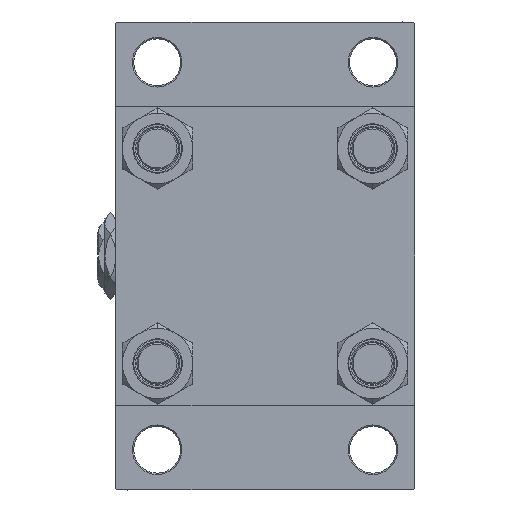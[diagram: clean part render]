
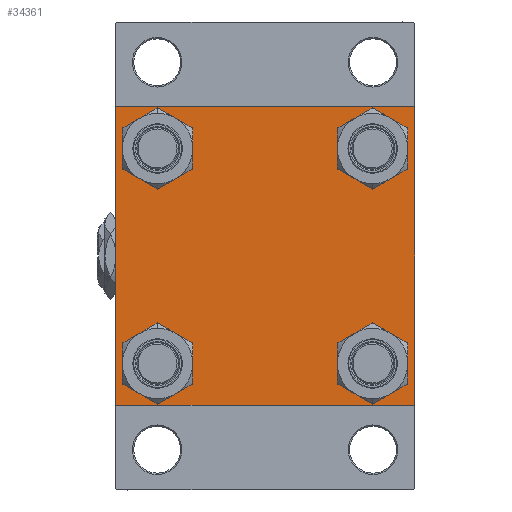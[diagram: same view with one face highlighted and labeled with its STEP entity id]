
A CAD part, left-side view. The second image highlights one B-rep face of the part: STEP entity #34361.
In plain terms, the highlighted planar face has unit normal (-1, 0, 0).
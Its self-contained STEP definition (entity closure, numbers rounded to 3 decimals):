
#604 = ORIENTED_EDGE ( 'NONE', *, *, #16772, .T. ) ;
#1157 = EDGE_CURVE ( 'NONE', #17352, #38186, #19177, .T. ) ;
#1834 = CARTESIAN_POINT ( 'NONE',  ( 0., 57.5, -57. ) ) ;
#1972 = VECTOR ( 'NONE', #37172, 1000. ) ;
#2861 = VERTEX_POINT ( 'NONE', #9572 ) ;
#3076 = PLANE ( 'NONE',  #40784 ) ;
#3720 = CARTESIAN_POINT ( 'NONE',  ( 0., -57.25, 57.25 ) ) ;
#4890 = DIRECTION ( 'NONE',  ( 0., 0., 1. ) ) ;
#5129 = CIRCLE ( 'NONE', #42628, 8.5 ) ;
#5384 = ORIENTED_EDGE ( 'NONE', *, *, #31552, .T. ) ;
#6291 = EDGE_CURVE ( 'NONE', #34829, #42827, #26708, .T. ) ;
#6843 = DIRECTION ( 'NONE',  ( 1., 0., 0. ) ) ;
#7802 = EDGE_CURVE ( 'NONE', #46516, #41013, #22614, .T. ) ;
#8124 = CARTESIAN_POINT ( 'NONE',  ( 0., -57.25, -57.25 ) ) ;
#8232 = LINE ( 'NONE', #31253, #23356 ) ;
#8343 = DIRECTION ( 'NONE',  ( 0., 0., 1. ) ) ;
#8971 = DIRECTION ( 'NONE',  ( 1., 0., 0. ) ) ;
#9116 = EDGE_LOOP ( 'NONE', ( #604, #28993 ) ) ;
#9572 = CARTESIAN_POINT ( 'NONE',  ( 0., -41.35, -32.85 ) ) ;
#9594 = ORIENTED_EDGE ( 'NONE', *, *, #15723, .T. ) ;
#9915 = EDGE_LOOP ( 'NONE', ( #24289, #29148 ) ) ;
#10062 = AXIS2_PLACEMENT_3D ( 'NONE', #33195, #21706, #14918 ) ;
#10495 = VERTEX_POINT ( 'NONE', #43528 ) ;
#11069 = FACE_BOUND ( 'NONE', #49310, .T. ) ;
#11361 = CARTESIAN_POINT ( 'NONE',  ( 0., -57., 57.5 ) ) ;
#11408 = VERTEX_POINT ( 'NONE', #26034 ) ;
#11680 = CARTESIAN_POINT ( 'NONE',  ( 0., 57.5, 57.5 ) ) ;
#11740 = VECTOR ( 'NONE', #16831, 1000. ) ;
#12889 = DIRECTION ( 'NONE',  ( 0., 0., 1. ) ) ;
#12979 = DIRECTION ( 'NONE',  ( 0., 0., 1. ) ) ;
#14305 = DIRECTION ( 'NONE',  ( 0., 0., 1. ) ) ;
#14361 = CARTESIAN_POINT ( 'NONE',  ( 0., 41.35, -49.85 ) ) ;
#14604 = CARTESIAN_POINT ( 'NONE',  ( 0., 41.35, -32.85 ) ) ;
#14918 = DIRECTION ( 'NONE',  ( 0., 0., 1. ) ) ;
#15046 = LINE ( 'NONE', #26301, #47876 ) ;
#15287 = CARTESIAN_POINT ( 'NONE',  ( 0., -41.35, 41.35 ) ) ;
#15363 = ORIENTED_EDGE ( 'NONE', *, *, #42369, .T. ) ;
#15367 = CARTESIAN_POINT ( 'NONE',  ( 0., -57.5, 57. ) ) ;
#15591 = CARTESIAN_POINT ( 'NONE',  ( 0., 41.35, -41.35 ) ) ;
#15723 = EDGE_CURVE ( 'NONE', #46587, #40925, #18173, .T. ) ;
#16486 = CIRCLE ( 'NONE', #28478, 8.5 ) ;
#16720 = AXIS2_PLACEMENT_3D ( 'NONE', #39087, #27606, #8343 ) ;
#16757 = CIRCLE ( 'NONE', #16720, 8.5 ) ;
#16772 = EDGE_CURVE ( 'NONE', #41013, #46516, #16486, .T. ) ;
#16831 = DIRECTION ( 'NONE',  ( 0., 0.707, -0.707 ) ) ;
#17282 = VERTEX_POINT ( 'NONE', #49206 ) ;
#17352 = VERTEX_POINT ( 'NONE', #26485 ) ;
#17360 = CARTESIAN_POINT ( 'NONE',  ( 0., -57.5, 57.5 ) ) ;
#17468 = CARTESIAN_POINT ( 'NONE',  ( 0., -41.35, -41.35 ) ) ;
#18173 = LINE ( 'NONE', #40903, #1972 ) ;
#18299 = DIRECTION ( 'NONE',  ( 1., 0., 0. ) ) ;
#18342 = CARTESIAN_POINT ( 'NONE',  ( 0., 0., 0. ) ) ;
#19177 = CIRCLE ( 'NONE', #36780, 8.5 ) ;
#19342 = LINE ( 'NONE', #24830, #11740 ) ;
#19645 = DIRECTION ( 'NONE',  ( 0., -0.707, 0.707 ) ) ;
#20313 = ORIENTED_EDGE ( 'NONE', *, *, #39938, .T. ) ;
#20382 = LINE ( 'NONE', #17360, #26281 ) ;
#20421 = DIRECTION ( 'NONE',  ( 1., 0., 0. ) ) ;
#20552 = EDGE_CURVE ( 'NONE', #39609, #11408, #35648, .T. ) ;
#20817 = EDGE_CURVE ( 'NONE', #38186, #17352, #37266, .T. ) ;
#20986 = VECTOR ( 'NONE', #42904, 1000. ) ;
#21037 = CIRCLE ( 'NONE', #37816, 8.5 ) ;
#21706 = DIRECTION ( 'NONE',  ( 1., 0., 0. ) ) ;
#21871 = FACE_OUTER_BOUND ( 'NONE', #45100, .T. ) ;
#22449 = EDGE_CURVE ( 'NONE', #34829, #17282, #19342, .T. ) ;
#22614 = CIRCLE ( 'NONE', #30611, 8.5 ) ;
#22843 = FACE_BOUND ( 'NONE', #28742, .T. ) ;
#23003 = DIRECTION ( 'NONE',  ( 0., 0.707, 0.707 ) ) ;
#23105 = DIRECTION ( 'NONE',  ( 0., 0., 1. ) ) ;
#23249 = ORIENTED_EDGE ( 'NONE', *, *, #20552, .T. ) ;
#23346 = DIRECTION ( 'NONE',  ( 1., 0., 0. ) ) ;
#23356 = VECTOR ( 'NONE', #31501, 1000. ) ;
#23716 = AXIS2_PLACEMENT_3D ( 'NONE', #15287, #18299, #14305 ) ;
#23831 = DIRECTION ( 'NONE',  ( 0., 0., 1. ) ) ;
#24289 = ORIENTED_EDGE ( 'NONE', *, *, #20817, .T. ) ;
#24830 = CARTESIAN_POINT ( 'NONE',  ( 0., 57.25, 57.25 ) ) ;
#24856 = VERTEX_POINT ( 'NONE', #15367 ) ;
#24900 = CARTESIAN_POINT ( 'NONE',  ( 0., -57., -57.5 ) ) ;
#25266 = ORIENTED_EDGE ( 'NONE', *, *, #27199, .T. ) ;
#25487 = EDGE_CURVE ( 'NONE', #24856, #42827, #37744, .T. ) ;
#25991 = EDGE_CURVE ( 'NONE', #24856, #33154, #20382, .T. ) ;
#26034 = CARTESIAN_POINT ( 'NONE',  ( 0., 41.35, 49.85 ) ) ;
#26093 = FACE_BOUND ( 'NONE', #9116, .T. ) ;
#26281 = VECTOR ( 'NONE', #32366, 1000. ) ;
#26301 = CARTESIAN_POINT ( 'NONE',  ( 0., 57.5, 57.5 ) ) ;
#26341 = FACE_BOUND ( 'NONE', #9915, .T. ) ;
#26485 = CARTESIAN_POINT ( 'NONE',  ( 0., -41.35, 32.85 ) ) ;
#26587 = DIRECTION ( 'NONE',  ( -1., 0., 0. ) ) ;
#26708 = LINE ( 'NONE', #11680, #20986 ) ;
#27199 = EDGE_CURVE ( 'NONE', #2861, #10495, #16757, .T. ) ;
#27606 = DIRECTION ( 'NONE',  ( 1., 0., 0. ) ) ;
#28478 = AXIS2_PLACEMENT_3D ( 'NONE', #41095, #6843, #23105 ) ;
#28742 = EDGE_LOOP ( 'NONE', ( #40003, #23249 ) ) ;
#28993 = ORIENTED_EDGE ( 'NONE', *, *, #7802, .T. ) ;
#29148 = ORIENTED_EDGE ( 'NONE', *, *, #1157, .T. ) ;
#30611 = AXIS2_PLACEMENT_3D ( 'NONE', #15591, #23346, #23831 ) ;
#30946 = CARTESIAN_POINT ( 'NONE',  ( 0., -57.5, -57. ) ) ;
#31253 = CARTESIAN_POINT ( 'NONE',  ( 0., 57.25, -57.25 ) ) ;
#31501 = DIRECTION ( 'NONE',  ( 0., -0.707, -0.707 ) ) ;
#31552 = EDGE_CURVE ( 'NONE', #17282, #32256, #15046, .T. ) ;
#32256 = VERTEX_POINT ( 'NONE', #1834 ) ;
#32366 = DIRECTION ( 'NONE',  ( 0., 0., -1. ) ) ;
#33154 = VERTEX_POINT ( 'NONE', #30946 ) ;
#33195 = CARTESIAN_POINT ( 'NONE',  ( 0., 41.35, 41.35 ) ) ;
#34361 = ADVANCED_FACE ( 'NONE', ( #26341, #11069, #26093, #22843, #21871 ), #3076, .T. ) ;
#34829 = VERTEX_POINT ( 'NONE', #41198 ) ;
#35648 = CIRCLE ( 'NONE', #10062, 8.5 ) ;
#36071 = CARTESIAN_POINT ( 'NONE',  ( 0., -41.35, 49.85 ) ) ;
#36363 = CARTESIAN_POINT ( 'NONE',  ( 0., 57., -57.5 ) ) ;
#36780 = AXIS2_PLACEMENT_3D ( 'NONE', #39149, #20421, #4890 ) ;
#37125 = EDGE_CURVE ( 'NONE', #32256, #46587, #8232, .T. ) ;
#37172 = DIRECTION ( 'NONE',  ( 0., -1., 0. ) ) ;
#37220 = CARTESIAN_POINT ( 'NONE',  ( 0., 41.35, 32.85 ) ) ;
#37266 = CIRCLE ( 'NONE', #23716, 8.5 ) ;
#37744 = LINE ( 'NONE', #3720, #49379 ) ;
#37816 = AXIS2_PLACEMENT_3D ( 'NONE', #17468, #8971, #12979 ) ;
#38186 = VERTEX_POINT ( 'NONE', #36071 ) ;
#39087 = CARTESIAN_POINT ( 'NONE',  ( 0., -41.35, -41.35 ) ) ;
#39149 = CARTESIAN_POINT ( 'NONE',  ( 0., -41.35, 41.35 ) ) ;
#39387 = ORIENTED_EDGE ( 'NONE', *, *, #22449, .T. ) ;
#39609 = VERTEX_POINT ( 'NONE', #37220 ) ;
#39938 = EDGE_CURVE ( 'NONE', #40925, #33154, #42368, .T. ) ;
#40003 = ORIENTED_EDGE ( 'NONE', *, *, #40818, .T. ) ;
#40784 = AXIS2_PLACEMENT_3D ( 'NONE', #18342, #26587, #41810 ) ;
#40818 = EDGE_CURVE ( 'NONE', #11408, #39609, #5129, .T. ) ;
#40903 = CARTESIAN_POINT ( 'NONE',  ( 0., 57.5, -57.5 ) ) ;
#40925 = VERTEX_POINT ( 'NONE', #24900 ) ;
#41013 = VERTEX_POINT ( 'NONE', #14604 ) ;
#41095 = CARTESIAN_POINT ( 'NONE',  ( 0., 41.35, -41.35 ) ) ;
#41198 = CARTESIAN_POINT ( 'NONE',  ( 0., 57., 57.5 ) ) ;
#41523 = DIRECTION ( 'NONE',  ( 0., 0., -1. ) ) ;
#41810 = DIRECTION ( 'NONE',  ( 0., 0., 1. ) ) ;
#41848 = ORIENTED_EDGE ( 'NONE', *, *, #25487, .T. ) ;
#42368 = LINE ( 'NONE', #8124, #46584 ) ;
#42369 = EDGE_CURVE ( 'NONE', #10495, #2861, #21037, .T. ) ;
#42628 = AXIS2_PLACEMENT_3D ( 'NONE', #43115, #46369, #12889 ) ;
#42827 = VERTEX_POINT ( 'NONE', #11361 ) ;
#42904 = DIRECTION ( 'NONE',  ( 0., -1., 0. ) ) ;
#42969 = ORIENTED_EDGE ( 'NONE', *, *, #37125, .T. ) ;
#43115 = CARTESIAN_POINT ( 'NONE',  ( 0., 41.35, 41.35 ) ) ;
#43528 = CARTESIAN_POINT ( 'NONE',  ( 0., -41.35, -49.85 ) ) ;
#44616 = ORIENTED_EDGE ( 'NONE', *, *, #6291, .F. ) ;
#45100 = EDGE_LOOP ( 'NONE', ( #5384, #42969, #9594, #20313, #46961, #41848, #44616, #39387 ) ) ;
#46369 = DIRECTION ( 'NONE',  ( 1., 0., 0. ) ) ;
#46516 = VERTEX_POINT ( 'NONE', #14361 ) ;
#46584 = VECTOR ( 'NONE', #19645, 1000. ) ;
#46587 = VERTEX_POINT ( 'NONE', #36363 ) ;
#46961 = ORIENTED_EDGE ( 'NONE', *, *, #25991, .F. ) ;
#47876 = VECTOR ( 'NONE', #41523, 1000. ) ;
#49206 = CARTESIAN_POINT ( 'NONE',  ( 0., 57.5, 57. ) ) ;
#49310 = EDGE_LOOP ( 'NONE', ( #25266, #15363 ) ) ;
#49379 = VECTOR ( 'NONE', #23003, 1000. ) ;
